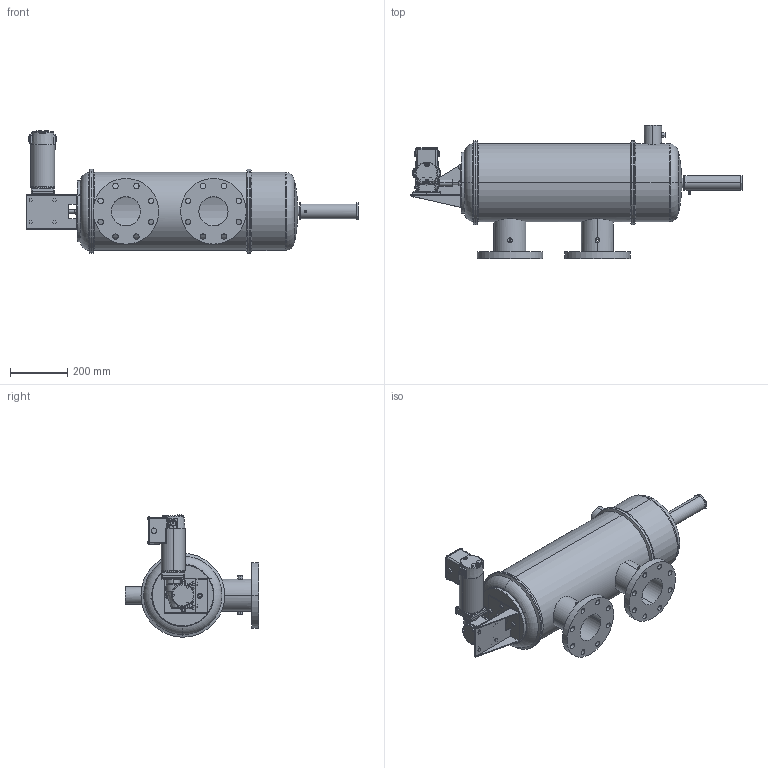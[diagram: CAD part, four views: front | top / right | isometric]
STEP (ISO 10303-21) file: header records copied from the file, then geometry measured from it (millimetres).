
FILE_DESCRIPTION (( 'STEP AP203' ), '1' );
FILE_NAME ('AS4-180C-LP.STEP', '2020-09-23T10:22:53', ( '' ), ( '' ), 'SwSTEP 2.0', 'SolidWorks 2018', '' );
FILE_SCHEMA (( 'CONFIG_CONTROL_DESIGN' ));
Length unit declared in the file: millimetre
Products named in the file (8): simp2; AS4-180C-LP; simp; AS4-180C for LP; Washdown mounting bracket; reduced size motor; Washdown drive shaft; Motor assem
Assembly tree (13 placements, depth 3):
  AS4-180C-LP
    AS4-180C for LP
    Motor assem
      Washdown drive shaft
      Washdown mounting bracket
      reduced size motor
      simp  x4
      simp2  x4
Bounding box: 1156.29 x 463.55 x 426.56 mm (x, y, z)
Volume: 12686467.8 mm3; surface area: 1315159.2 mm2
Topology: 20 solids, 20 shells, 919 faces, 2327 edges, 1485 vertices
Faces by surface type: plane 477, cylinder 272, torus 71, bspline 58, cone 37, sphere 4
Entity records: 31851 total; most frequent: CARTESIAN_POINT 11441, ORIENTED_EDGE 4150, DIRECTION 3894, EDGE_CURVE 2075, AXIS2_PLACEMENT_3D 1364, VERTEX_POINT 1325, VECTOR 1166, LINE 1166
